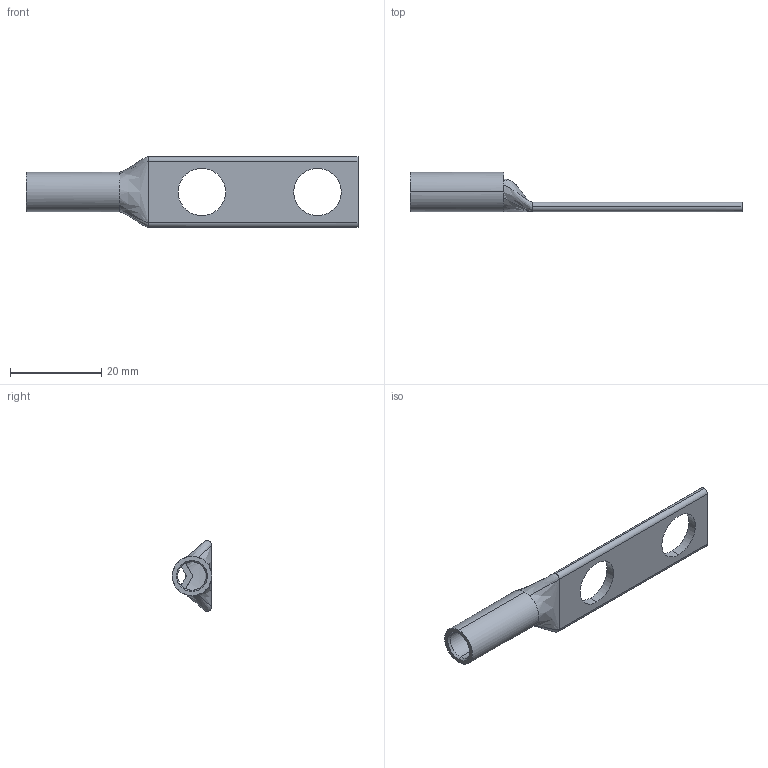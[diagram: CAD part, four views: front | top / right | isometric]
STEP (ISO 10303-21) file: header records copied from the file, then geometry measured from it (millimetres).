
FILE_DESCRIPTION (( 'STEP AP203' ), '1' );
FILE_NAME ('BLU-4D-2TC38-1.step', '2024-09-09T18:02:51', ( '' ), ( '' ), 'SwSTEP 2.0', 'SolidWorks 2023', '' );
FILE_SCHEMA (( 'CONFIG_CONTROL_DESIGN' ));
Length unit declared in the file: inch
Products named in the file (1): BLU-4D-2TC38-1
Bounding box: 72.9 x 8.64 x 15.49 mm (x, y, z)
Volume: 1805.2 mm3; surface area: 2731.2 mm2
Topology: 1 solids, 1 shells, 39 faces, 100 edges, 62 vertices
Faces by surface type: cylinder 13, bspline 13, plane 11, cone 2
Entity records: 1760 total; most frequent: CARTESIAN_POINT 828, ORIENTED_EDGE 200, DIRECTION 141, EDGE_CURVE 100, VERTEX_POINT 62, AXIS2_PLACEMENT_3D 54, EDGE_LOOP 44, FACE_OUTER_BOUND 39
